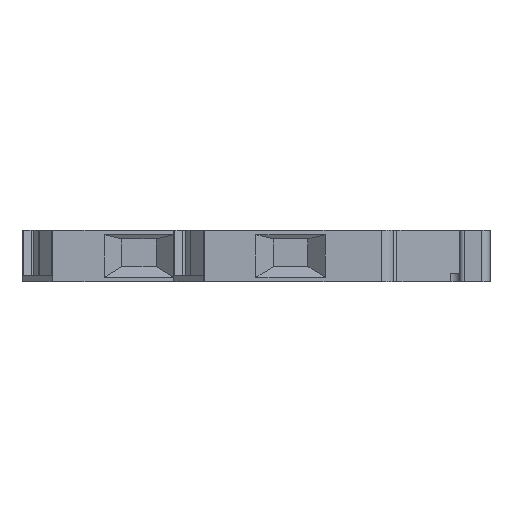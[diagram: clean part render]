
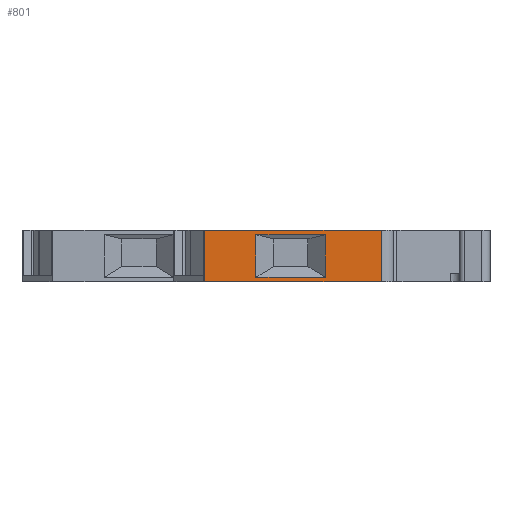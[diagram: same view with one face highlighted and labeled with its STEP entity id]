
A CAD part, left-side view. The second image highlights one B-rep face of the part: STEP entity #801.
In plain terms, the highlighted planar face has unit normal (-1, 0, 0).
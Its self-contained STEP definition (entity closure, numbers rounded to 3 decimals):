
#801 = ADVANCED_FACE( '    F583', ( #2140, #2141 ), #2142, .T. );
#2140 = FACE_BOUND( '', #3908, .T. );
#2141 = FACE_OUTER_BOUND( '', #3909, .T. );
#2142 = PLANE( '', #3910 );
#3908 = EDGE_LOOP( '', ( #6382, #6383, #6384, #6385 ) );
#3909 = EDGE_LOOP( '', ( #6386, #6387, #6388, #6389 ) );
#3910 = AXIS2_PLACEMENT_3D( '', #6390, #6391, #6392 );
#6382 = ORIENTED_EDGE( '', *, *, #9701, .T. );
#6383 = ORIENTED_EDGE( '', *, *, #9355, .T. );
#6384 = ORIENTED_EDGE( '', *, *, #9135, .T. );
#6385 = ORIENTED_EDGE( '', *, *, #9702, .T. );
#6386 = ORIENTED_EDGE( '', *, *, #9405, .T. );
#6387 = ORIENTED_EDGE( '', *, *, #9703, .F. );
#6388 = ORIENTED_EDGE( '', *, *, #9493, .T. );
#6389 = ORIENTED_EDGE( '', *, *, #9704, .T. );
#6390 = CARTESIAN_POINT( '', ( 27.12, -1.324, 54.69 ) );
#6391 = DIRECTION( '', ( -1., 0., 0. ) );
#6392 = DIRECTION( '', ( 0., 1., 0. ) );
#9135 = EDGE_CURVE( '', #10682, #10680, #10683, .F. );
#9355 = EDGE_CURVE( '', #11063, #10682, #11064, .F. );
#9405 = EDGE_CURVE( '', #11151, #11149, #11152, .F. );
#9493 = EDGE_CURVE( '', #11293, #11290, #11294, .T. );
#9701 = EDGE_CURVE( '', #11619, #11063, #11620, .T. );
#9702 = EDGE_CURVE( '', #10680, #11619, #11621, .T. );
#9703 = EDGE_CURVE( '', #11293, #11149, #11622, .F. );
#9704 = EDGE_CURVE( '', #11290, #11151, #11623, .F. );
#10680 = VERTEX_POINT( '', #12924 );
#10682 = VERTEX_POINT( '', #12927 );
#10683 = LINE( '', #12928, #12929 );
#11063 = VERTEX_POINT( '', #13437 );
#11064 = LINE( '', #13438, #13439 );
#11149 = VERTEX_POINT( '', #13556 );
#11151 = VERTEX_POINT( '', #13558 );
#11152 = LINE( '', #13559, #13560 );
#11290 = VERTEX_POINT( '', #13745 );
#11293 = VERTEX_POINT( '', #13748 );
#11294 = LINE( '', #13749, #13750 );
#11619 = VERTEX_POINT( '', #14192 );
#11620 = LINE( '', #14193, #14194 );
#11621 = LINE( '', #14195, #14196 );
#11622 = LINE( '', #14197, #14198 );
#11623 = LINE( '', #14199, #14200 );
#12924 = CARTESIAN_POINT( '', ( 27.12, 5.138, 54.19 ) );
#12927 = CARTESIAN_POINT( '', ( 27.12, 13.138, 54.19 ) );
#12928 = CARTESIAN_POINT( '', ( 27.12, -1.324, 54.19 ) );
#12929 = VECTOR( '', #15876, 1000. );
#13437 = CARTESIAN_POINT( '', ( 27.12, 13.138, 49.24 ) );
#13438 = CARTESIAN_POINT( '', ( 27.12, 13.138, 54.69 ) );
#13439 = VECTOR( '', #16144, 1000. );
#13556 = CARTESIAN_POINT( '', ( 27.12, -1.324, 54.69 ) );
#13558 = CARTESIAN_POINT( '', ( 27.12, -1.324, 48.74 ) );
#13559 = CARTESIAN_POINT( '', ( 27.12, -1.324, 54.69 ) );
#13560 = VECTOR( '', #16197, 1000. );
#13745 = CARTESIAN_POINT( '', ( 27.12, 19.08, 48.74 ) );
#13748 = CARTESIAN_POINT( '', ( 27.12, 19.08, 54.69 ) );
#13749 = CARTESIAN_POINT( '', ( 27.12, 19.08, 54.69 ) );
#13750 = VECTOR( '', #16298, 1000. );
#14192 = CARTESIAN_POINT( '', ( 27.12, 5.138, 49.24 ) );
#14193 = CARTESIAN_POINT( '', ( 27.12, -1.324, 49.24 ) );
#14194 = VECTOR( '', #16545, 1000. );
#14195 = CARTESIAN_POINT( '', ( 27.12, 5.138, 54.69 ) );
#14196 = VECTOR( '', #16546, 1000. );
#14197 = CARTESIAN_POINT( '', ( 27.12, -13.867, 54.69 ) );
#14198 = VECTOR( '', #16547, 1000. );
#14199 = CARTESIAN_POINT( '', ( 27.12, -1.324, 48.74 ) );
#14200 = VECTOR( '', #16548, 1000. );
#15876 = DIRECTION( '', ( 0., 1., 0. ) );
#16144 = DIRECTION( '', ( 0., 0., -1. ) );
#16197 = DIRECTION( '', ( 0., 0., -1. ) );
#16298 = DIRECTION( '', ( 0., 0., -1. ) );
#16545 = DIRECTION( '', ( 0., 1., 0. ) );
#16546 = DIRECTION( '', ( 0., 0., -1. ) );
#16547 = DIRECTION( '', ( 0., 1., 0. ) );
#16548 = DIRECTION( '', ( 0., 1., 0. ) );
